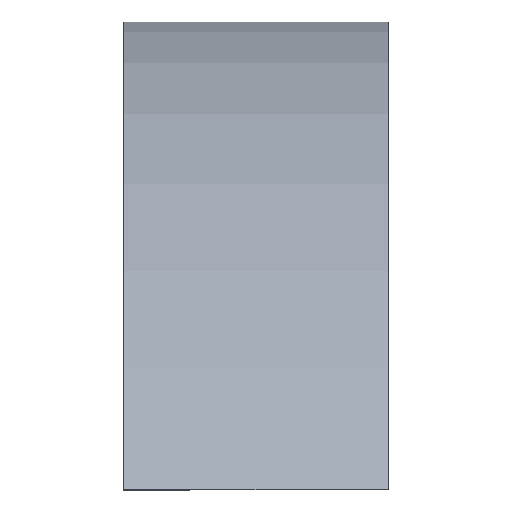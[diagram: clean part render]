
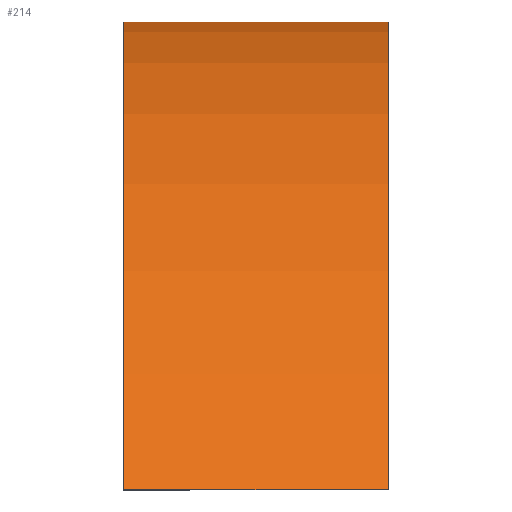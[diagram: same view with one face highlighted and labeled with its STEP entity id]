
A CAD part, front view. The second image highlights one B-rep face of the part: STEP entity #214.
In plain terms, the highlighted cylindrical face has radius 21.2 mm (diameter 42.4 mm), a partial arc.
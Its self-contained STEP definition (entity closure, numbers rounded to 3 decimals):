
#187 = EDGE_CURVE('',#188,#190,#192,.T.);
#188 = VERTEX_POINT('',#189);
#189 = CARTESIAN_POINT('',(0.,-28.81,0.));
#190 = VERTEX_POINT('',#191);
#191 = CARTESIAN_POINT('',(5.65,-28.81,0.));
#192 = LINE('',#193,#194);
#193 = CARTESIAN_POINT('',(0.,-28.81,0.));
#194 = VECTOR('',#195,1.);
#195 = DIRECTION('',(1.,0.,0.));
#214 = ADVANCED_FACE('',(#215),#242,.T.);
#215 = FACE_BOUND('',#216,.F.);
#216 = EDGE_LOOP('',(#217,#227,#234,#235));
#217 = ORIENTED_EDGE('',*,*,#218,.T.);
#218 = EDGE_CURVE('',#219,#221,#223,.T.);
#219 = VERTEX_POINT('',#220);
#220 = CARTESIAN_POINT('',(0.,-10.81,10.));
#221 = VERTEX_POINT('',#222);
#222 = CARTESIAN_POINT('',(5.65,-10.81,10.));
#223 = LINE('',#224,#225);
#224 = CARTESIAN_POINT('',(0.,-10.81,10.));
#225 = VECTOR('',#226,1.);
#226 = DIRECTION('',(1.,0.,0.));
#227 = ORIENTED_EDGE('',*,*,#228,.T.);
#228 = EDGE_CURVE('',#221,#190,#229,.T.);
#229 = CIRCLE('',#230,21.2);
#230 = AXIS2_PLACEMENT_3D('',#231,#232,#233);
#231 = CARTESIAN_POINT('',(5.65,-10.81,-11.2));
#232 = DIRECTION('',(1.,0.,0.));
#233 = DIRECTION('',(0.,1.,0.));
#234 = ORIENTED_EDGE('',*,*,#187,.F.);
#235 = ORIENTED_EDGE('',*,*,#236,.F.);
#236 = EDGE_CURVE('',#219,#188,#237,.T.);
#237 = CIRCLE('',#238,21.2);
#238 = AXIS2_PLACEMENT_3D('',#239,#240,#241);
#239 = CARTESIAN_POINT('',(0.,-10.81,-11.2));
#240 = DIRECTION('',(1.,0.,0.));
#241 = DIRECTION('',(0.,1.,0.));
#242 = CYLINDRICAL_SURFACE('',#243,21.2);
#243 = AXIS2_PLACEMENT_3D('',#244,#245,#246);
#244 = CARTESIAN_POINT('',(0.,-10.81,-11.2));
#245 = DIRECTION('',(-1.,0.,0.));
#246 = DIRECTION('',(0.,1.,0.));
